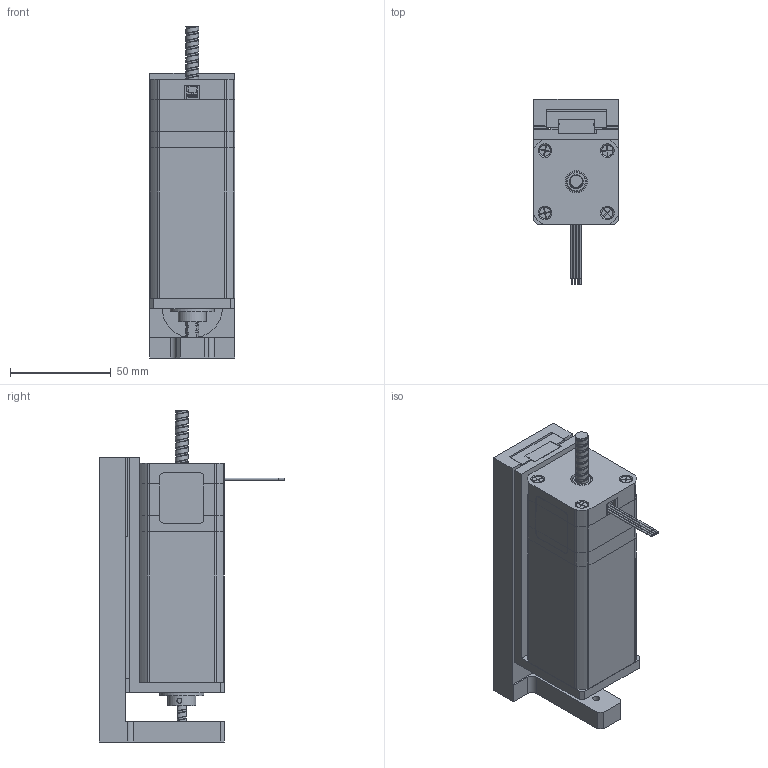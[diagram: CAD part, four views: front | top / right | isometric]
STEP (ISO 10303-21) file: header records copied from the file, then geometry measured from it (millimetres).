
FILE_DESCRIPTION(/* description */ (''),/* implementation_level */ '2;1');
FILE_NAME(/* name */ 'DLG-42D1-R10-S70.stp',/* time_stamp */ '2020-07-15T14:25:02+08:00',/* author */ ('hc7413'),/* organization */ (''),/* preprocessor_version */ 'ST-DEVELOPER v16.1',/* originating_system */ 'Autodesk Inventor 2016',/* authorisation */ '');
FILE_SCHEMA (('AUTOMOTIVE_DESIGN { 1 0 10303 214 3 1 1 }'));
Products named in the file (31): 01-008前盖; 17 EZI-SERVO后盖; 02-019（单叠厚定子铁芯）; 12-018-1（17H2034骨架）; 15-001-028(17H2035漆包线）; 09-007-1（红）; 09-007-2（红白）; 09-007-3（绿）; 09-007-4（绿白）; ; 07-004磁钢;  ）; 04-276; ; 06-008预紧; 07-010轴承; 11-005（M3X29平头）; 10-003（调整垫）; 12-007护线套; 螺母罩壳; 螺母转接; 螺杆; 滚珠螺母; 滑轨安装板; 滑轨; 滑块; 客户安装板; 导轨挡块; 限位圈大; 42单厚铭牌; DS-DLG42-S70-001
Assembly tree (36 placements, depth 3):
  DS-DLG42-S70-001
    01-008前盖
    17 EZI-SERVO后盖
  
      02-019（单叠厚定子铁芯）
      12-018-1（17H2034骨架）  x2
      15-001-028(17H2035漆包线）
      09-007-1（红）
      09-007-2（红白）
      09-007-3（绿）
      09-007-4（绿白）
  
      07-004磁钢
   ）  x2
      04-276
    06-008预紧
    07-010轴承  x2
    11-005（M3X29平头）  x4
    10-003（调整垫）
    12-007护线套
    螺母罩壳
    螺母转接
    螺杆
    滚珠螺母
    滑轨安装板
    滑轨
    滑块
    客户安装板
    导轨挡块
    限位圈大
    42单厚铭牌
Bounding box: 42.4 x 92.35 x 165 mm (x, y, z)
Volume: 245501.6 mm3; surface area: 136376.9 mm2
Topology: 54 solids, 54 shells, 2236 faces, 6167 edges, 4064 vertices
Faces by surface type: plane 1076, cylinder 1054, cone 61, bspline 29, torus 16
Full cylindrical faces by diameter (mm): 0.8 x4, 1 x18, 2 x12, 2.5 x22, 2.642 x1, 2.683 x1, 2.8 x122, 2.828 x2, 2.9 x6, 3 x20, 3.3 x10, 3.4 x16, 3.5 x4, 3.6 x10, 4 x1, 5 x1, 5.2 x2, 5.5 x4, 6 x10, 7 x3, 9 x5, 10 x6, 10.5 x1, 11 x1, 11.5 x3, 11.9 x2, 12 x4, 14 x5, 16 x2, 17 x2
Entity records: 92037 total; most frequent: CARTESIAN_POINT 56610, DIRECTION 7512, ORIENTED_EDGE 6758, EDGE_CURVE 3379, AXIS2_PLACEMENT_3D 2797, VERTEX_POINT 2350, LINE 1918, VECTOR 1918
